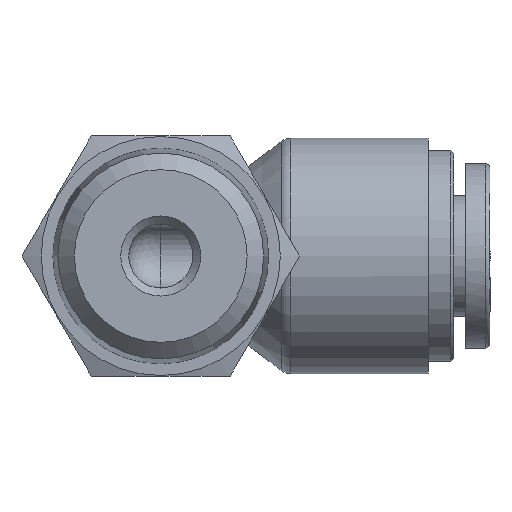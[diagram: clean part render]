
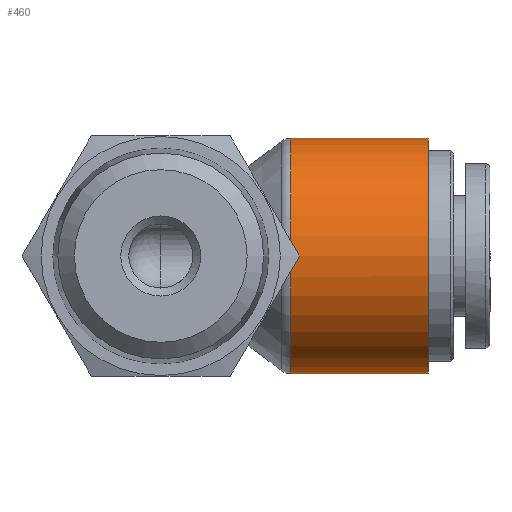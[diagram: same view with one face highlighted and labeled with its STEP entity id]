
A CAD part, front view. The second image highlights one B-rep face of the part: STEP entity #460.
In plain terms, the highlighted cylindrical face has radius 7.35 mm (diameter 14.7 mm), a full revolution.
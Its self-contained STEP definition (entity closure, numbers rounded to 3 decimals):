
#391=CARTESIAN_POINT('',(8.127,7.35,0.));
#392=VERTEX_POINT('',#391);
#393=CARTESIAN_POINT('',(8.127,0.,0.0));
#394=DIRECTION('',(-1.0,0.0,0.0));
#395=DIRECTION('',(0.0,-1.0,0.0));
#396=AXIS2_PLACEMENT_3D('',#393,#394,#395);
#397=CIRCLE('',#396,7.35);
#398=EDGE_CURVE('',#392,#392,#397,.T.);
#441=CARTESIAN_POINT('',(12.25,0.,0.0));
#442=DIRECTION('',(1.0,0.,0.0));
#443=DIRECTION('',(0.0,1.0,0.0));
#444=AXIS2_PLACEMENT_3D('',#441,#442,#443);
#445=CYLINDRICAL_SURFACE('',#444,7.35);
#446=CARTESIAN_POINT('',(16.7,7.35,0.0));
#447=VERTEX_POINT('',#446);
#448=CARTESIAN_POINT('',(16.7,0.,0.0));
#449=DIRECTION('',(1.0,0.0,0.0));
#450=DIRECTION('',(0.0,1.0,0.0));
#451=AXIS2_PLACEMENT_3D('',#448,#449,#450);
#452=CIRCLE('',#451,7.35);
#453=EDGE_CURVE('',#447,#447,#452,.T.);
#454=ORIENTED_EDGE('',*,*,#453,.F.);
#455=EDGE_LOOP('',(#454));
#456=FACE_OUTER_BOUND('',#455,.T.);
#457=ORIENTED_EDGE('',*,*,#398,.F.);
#458=EDGE_LOOP('',(#457));
#459=FACE_BOUND('',#458,.T.);
#460=ADVANCED_FACE('',(#456,#459),#445,.T.);
